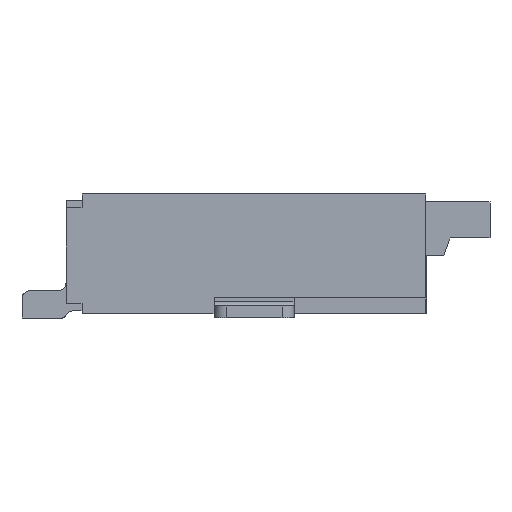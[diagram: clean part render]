
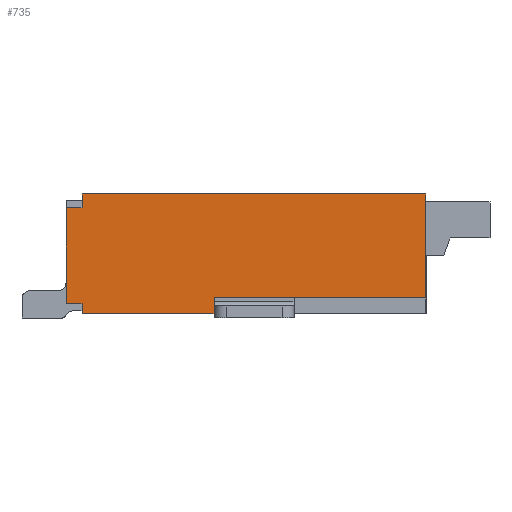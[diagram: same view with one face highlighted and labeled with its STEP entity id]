
A CAD part, left-side view. The second image highlights one B-rep face of the part: STEP entity #735.
In plain terms, the highlighted planar face has unit normal (-1, 0, 0).
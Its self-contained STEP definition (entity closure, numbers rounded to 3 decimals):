
#735=ADVANCED_FACE('',(#2535),#2536,.T.);
#2535=FACE_OUTER_BOUND('',#6008,.T.);
#2536=PLANE('',#6009);
#6008=EDGE_LOOP('',(#19215,#19216,#19217,#19218,#19219,#19220,#19221,#19222,#19223,#19224));
#6009=AXIS2_PLACEMENT_3D('',#19225,#19226,#19227);
#19215=ORIENTED_EDGE('',*,*,#28430,.T.);
#19216=ORIENTED_EDGE('',*,*,#28073,.T.);
#19217=ORIENTED_EDGE('',*,*,#28683,.T.);
#19218=ORIENTED_EDGE('',*,*,#28659,.T.);
#19219=ORIENTED_EDGE('',*,*,#28642,.T.);
#19220=ORIENTED_EDGE('',*,*,#28305,.T.);
#19221=ORIENTED_EDGE('',*,*,#28089,.T.);
#19222=ORIENTED_EDGE('',*,*,#28614,.T.);
#19223=ORIENTED_EDGE('',*,*,#28703,.F.);
#19224=ORIENTED_EDGE('',*,*,#28271,.T.);
#19225=CARTESIAN_POINT('',(-2.102,-2.727,4.14));
#19226=DIRECTION('',(-1.0,0.0,0.0));
#19227=DIRECTION('',(0.0,0.0,1.0));
#28073=EDGE_CURVE('',#32427,#32425,#32428,.T.);
#28089=EDGE_CURVE('',#32456,#32454,#32457,.T.);
#28271=EDGE_CURVE('',#32814,#32812,#32815,.T.);
#28305=EDGE_CURVE('',#32875,#32456,#32876,.T.);
#28430=EDGE_CURVE('',#32812,#32427,#33061,.T.);
#28614=EDGE_CURVE('',#32454,#33416,#33418,.T.);
#28642=EDGE_CURVE('',#33462,#32875,#33463,.T.);
#28659=EDGE_CURVE('',#33488,#33462,#33489,.T.);
#28683=EDGE_CURVE('',#32425,#33488,#33527,.T.);
#28703=EDGE_CURVE('',#32814,#33416,#33555,.T.);
#32425=VERTEX_POINT('',#39837);
#32427=VERTEX_POINT('',#39840);
#32428=B_SPLINE_CURVE_WITH_KNOTS('',1,(#39841,#39842),.UNSPECIFIED.,.F.,.F.,(2,2),(-0.17,0.0),.UNSPECIFIED.);
#32454=VERTEX_POINT('',#39882);
#32456=VERTEX_POINT('',#39885);
#32457=B_SPLINE_CURVE_WITH_KNOTS('',1,(#39886,#39887),.UNSPECIFIED.,.F.,.F.,(2,2),(-1.65,0.0),.UNSPECIFIED.);
#32812=VERTEX_POINT('',#40895);
#32814=VERTEX_POINT('',#40898);
#32815=B_SPLINE_CURVE_WITH_KNOTS('',1,(#40899,#40900),.UNSPECIFIED.,.F.,.F.,(2,2),(-1.3,0.0),.UNSPECIFIED.);
#32875=VERTEX_POINT('',#40993);
#32876=B_SPLINE_CURVE_WITH_KNOTS('',1,(#40994,#40995),.UNSPECIFIED.,.F.,.F.,(2,2),(-0.13,0.0),.UNSPECIFIED.);
#33061=B_SPLINE_CURVE_WITH_KNOTS('',1,(#41304,#41305),.UNSPECIFIED.,.F.,.F.,(2,2),(-4.3,0.0),.UNSPECIFIED.);
#33416=VERTEX_POINT('',#42315);
#33418=B_SPLINE_CURVE_WITH_KNOTS('',1,(#42318,#42319),.UNSPECIFIED.,.F.,.F.,(2,2),(-0.2,0.0),.UNSPECIFIED.);
#33462=VERTEX_POINT('',#42390);
#33463=B_SPLINE_CURVE_WITH_KNOTS('',1,(#42391,#42392),.UNSPECIFIED.,.F.,.F.,(2,2),(-0.2,0.0),.UNSPECIFIED.);
#33488=VERTEX_POINT('',#42433);
#33489=B_SPLINE_CURVE_WITH_KNOTS('',1,(#42434,#42435),.UNSPECIFIED.,.F.,.F.,(2,2),(-1.2,0.0),.UNSPECIFIED.);
#33527=B_SPLINE_CURVE_WITH_KNOTS('',1,(#42496,#42497),.UNSPECIFIED.,.F.,.F.,(2,2),(-0.2,0.0),.UNSPECIFIED.);
#33555=B_SPLINE_CURVE_WITH_KNOTS('',1,(#42544,#42545),.UNSPECIFIED.,.F.,.F.,(2,2),(-2.65,0.0),.UNSPECIFIED.);
#39837=CARTESIAN_POINT('',(-2.102,2.023,5.62));
#39840=CARTESIAN_POINT('',(-2.102,2.023,5.79));
#39841=CARTESIAN_POINT('',(-2.102,2.023,5.79));
#39842=CARTESIAN_POINT('',(-2.102,2.023,5.62));
#39882=CARTESIAN_POINT('',(-2.102,0.373,4.29));
#39885=CARTESIAN_POINT('',(-2.102,2.023,4.29));
#39886=CARTESIAN_POINT('',(-2.102,2.023,4.29));
#39887=CARTESIAN_POINT('',(-2.102,0.373,4.29));
#40895=CARTESIAN_POINT('',(-2.102,-2.277,5.79));
#40898=CARTESIAN_POINT('',(-2.102,-2.277,4.49));
#40899=CARTESIAN_POINT('',(-2.102,-2.277,4.49));
#40900=CARTESIAN_POINT('',(-2.102,-2.277,5.79));
#40993=CARTESIAN_POINT('',(-2.102,2.023,4.42));
#40994=CARTESIAN_POINT('',(-2.102,2.023,4.42));
#40995=CARTESIAN_POINT('',(-2.102,2.023,4.29));
#41304=CARTESIAN_POINT('',(-2.102,-2.277,5.79));
#41305=CARTESIAN_POINT('',(-2.102,2.023,5.79));
#42315=CARTESIAN_POINT('',(-2.102,0.373,4.49));
#42318=CARTESIAN_POINT('',(-2.102,0.373,4.29));
#42319=CARTESIAN_POINT('',(-2.102,0.373,4.49));
#42390=CARTESIAN_POINT('',(-2.102,2.223,4.42));
#42391=CARTESIAN_POINT('',(-2.102,2.223,4.42));
#42392=CARTESIAN_POINT('',(-2.102,2.023,4.42));
#42433=CARTESIAN_POINT('',(-2.102,2.223,5.62));
#42434=CARTESIAN_POINT('',(-2.102,2.223,5.62));
#42435=CARTESIAN_POINT('',(-2.102,2.223,4.42));
#42496=CARTESIAN_POINT('',(-2.102,2.023,5.62));
#42497=CARTESIAN_POINT('',(-2.102,2.223,5.62));
#42544=CARTESIAN_POINT('',(-2.102,-2.277,4.49));
#42545=CARTESIAN_POINT('',(-2.102,0.373,4.49));
